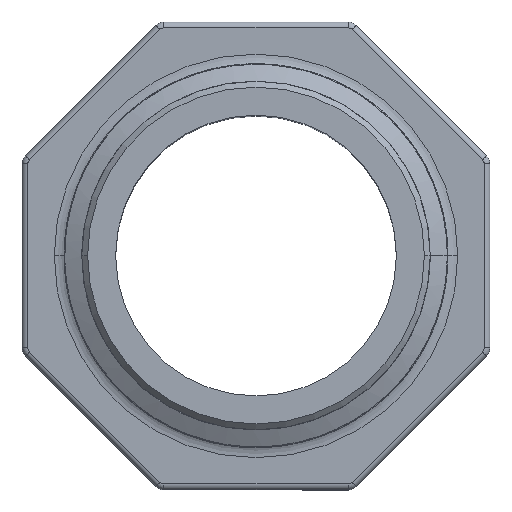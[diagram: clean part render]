
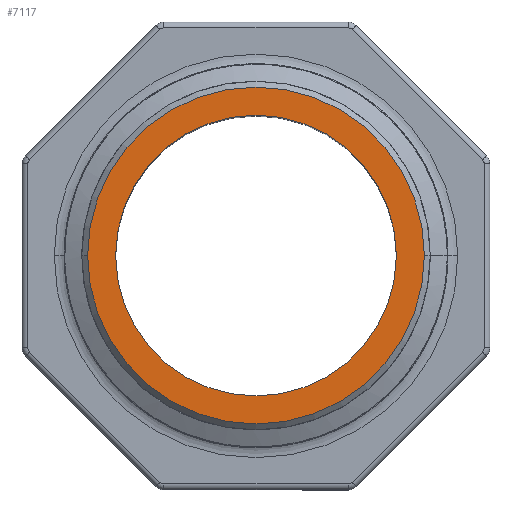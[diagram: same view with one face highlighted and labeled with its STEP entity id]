
A CAD part, top view. The second image highlights one B-rep face of the part: STEP entity #7117.
In plain terms, the highlighted planar face has unit normal (0, 0, 1).
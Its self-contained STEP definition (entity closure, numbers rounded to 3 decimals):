
#9 = ORIENTED_EDGE ( 'NONE', *, *, #1488, .T. ) ;
#402 = CIRCLE ( 'NONE', #5964, 12. ) ;
#448 = DIRECTION ( 'NONE',  ( 1., 0., 0. ) ) ;
#543 = DIRECTION ( 'NONE',  ( 0., 0., 1. ) ) ;
#1275 = CARTESIAN_POINT ( 'NONE',  ( -14.4, 0., 43.5 ) ) ;
#1436 = VERTEX_POINT ( 'NONE', #4481 ) ;
#1488 = EDGE_CURVE ( 'NONE', #2329, #2455, #3710, .T. ) ;
#1512 = DIRECTION ( 'NONE',  ( 1., 0., 0. ) ) ;
#1777 = DIRECTION ( 'NONE',  ( 0., 0., 1. ) ) ;
#1850 = AXIS2_PLACEMENT_3D ( 'NONE', #6335, #4752, #3263 ) ;
#2080 = AXIS2_PLACEMENT_3D ( 'NONE', #3116, #6813, #1512 ) ;
#2296 = EDGE_CURVE ( 'NONE', #4205, #1436, #8723, .T. ) ;
#2299 = CIRCLE ( 'NONE', #5080, 14.4 ) ;
#2329 = VERTEX_POINT ( 'NONE', #8012 ) ;
#2455 = VERTEX_POINT ( 'NONE', #1275 ) ;
#2490 = EDGE_CURVE ( 'NONE', #1436, #4205, #402, .T. ) ;
#2628 = EDGE_CURVE ( 'NONE', #2455, #2329, #2299, .T. ) ;
#2669 = CARTESIAN_POINT ( 'NONE',  ( 12., 0., 43.5 ) ) ;
#2692 = DIRECTION ( 'NONE',  ( 0., 0., 1. ) ) ;
#3116 = CARTESIAN_POINT ( 'NONE',  ( 0., 0., 43.5 ) ) ;
#3247 = CARTESIAN_POINT ( 'NONE',  ( 0., 0., 43.5 ) ) ;
#3263 = DIRECTION ( 'NONE',  ( 1., 0., 0. ) ) ;
#3405 = PLANE ( 'NONE',  #1850 ) ;
#3710 = CIRCLE ( 'NONE', #2080, 14.4 ) ;
#3857 = ORIENTED_EDGE ( 'NONE', *, *, #2628, .T. ) ;
#4035 = DIRECTION ( 'NONE',  ( 1., 0., 0. ) ) ;
#4083 = ORIENTED_EDGE ( 'NONE', *, *, #2296, .F. ) ;
#4205 = VERTEX_POINT ( 'NONE', #2669 ) ;
#4245 = CARTESIAN_POINT ( 'NONE',  ( 0., 0., 43.5 ) ) ;
#4481 = CARTESIAN_POINT ( 'NONE',  ( -12., 0., 43.5 ) ) ;
#4575 = AXIS2_PLACEMENT_3D ( 'NONE', #3247, #1777, #4035 ) ;
#4752 = DIRECTION ( 'NONE',  ( 0., 0., 1. ) ) ;
#5080 = AXIS2_PLACEMENT_3D ( 'NONE', #4245, #543, #9378 ) ;
#5711 = FACE_OUTER_BOUND ( 'NONE', #7167, .T. ) ;
#5821 = EDGE_LOOP ( 'NONE', ( #6779, #4083 ) ) ;
#5964 = AXIS2_PLACEMENT_3D ( 'NONE', #8697, #2692, #448 ) ;
#6335 = CARTESIAN_POINT ( 'NONE',  ( 0., 0., 43.5 ) ) ;
#6779 = ORIENTED_EDGE ( 'NONE', *, *, #2490, .F. ) ;
#6813 = DIRECTION ( 'NONE',  ( 0., 0., 1. ) ) ;
#7117 = ADVANCED_FACE ( 'NONE', ( #5711, #8408 ), #3405, .T. ) ;
#7167 = EDGE_LOOP ( 'NONE', ( #3857, #9 ) ) ;
#8012 = CARTESIAN_POINT ( 'NONE',  ( 14.4, 0., 43.5 ) ) ;
#8408 = FACE_BOUND ( 'NONE', #5821, .T. ) ;
#8697 = CARTESIAN_POINT ( 'NONE',  ( 0., 0., 43.5 ) ) ;
#8723 = CIRCLE ( 'NONE', #4575, 12. ) ;
#9378 = DIRECTION ( 'NONE',  ( 1., 0., 0. ) ) ;
